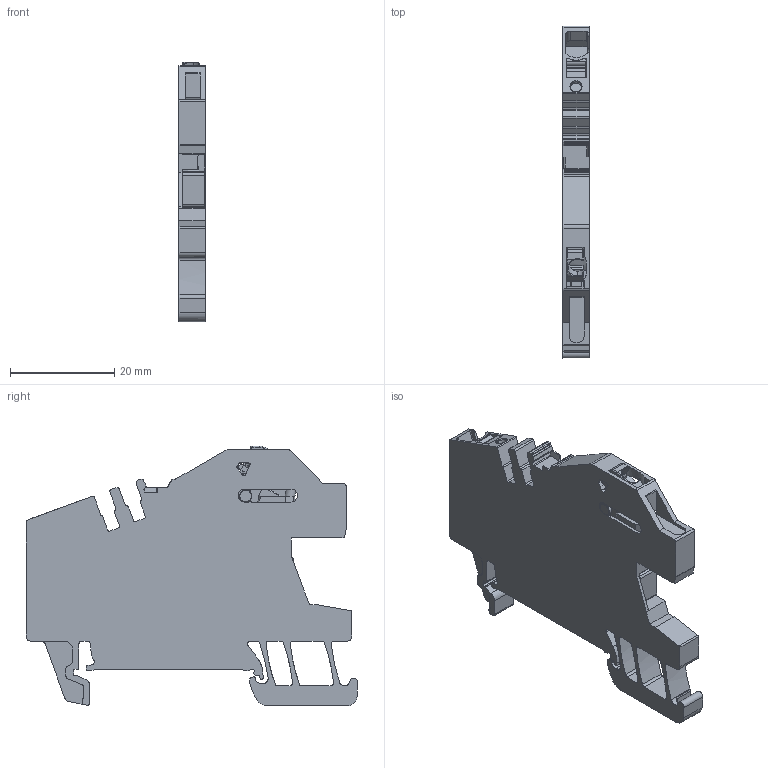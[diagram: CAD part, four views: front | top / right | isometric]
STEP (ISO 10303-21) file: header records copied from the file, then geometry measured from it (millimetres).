
FILE_DESCRIPTION(('CATIA V5R22 STEP214','CAx-IF Rec.Pracs.--- Model Styling and Organization---1.4--- 2014-01-23'),'2;1');
FILE_NAME ('D1463594_0', '2020-08-06T06:07:10+00:00', ('Weidmueller Interface'), ('Weidmueller'), 'CATIA Version 5-6 Release 2016 SP3 HF44', 'CATIA V5 STEP AP214', 'none');
FILE_SCHEMA(('AUTOMOTIVE_DESIGN { 1 0 10303 214 1 1 1 1 }'));
Length unit declared in the file: millimetre
Products named in the file (1): 2668690000_S
Bounding box: 5.1 x 63.77 x 49.97 mm (x, y, z)
Volume: 9797.6 mm3; surface area: 8100.3 mm2
Topology: 10 solids, 11 shells, 761 faces, 2134 edges, 1381 vertices
Faces by surface type: plane 326, cylinder 277, extrusion 88, cone 34, bspline 16, torus 12, sphere 6, revolution 2
Entity records: 25556 total; most frequent: CARTESIAN_POINT 6992, ORIENTED_EDGE 4248, DIRECTION 3054, EDGE_CURVE 2124, VECTOR 1390, VERTEX_POINT 1381, LINE 1302, AXIS2_PLACEMENT_3D 1070
